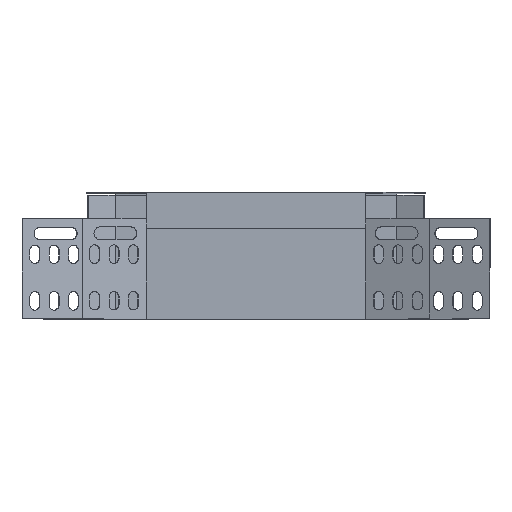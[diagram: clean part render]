
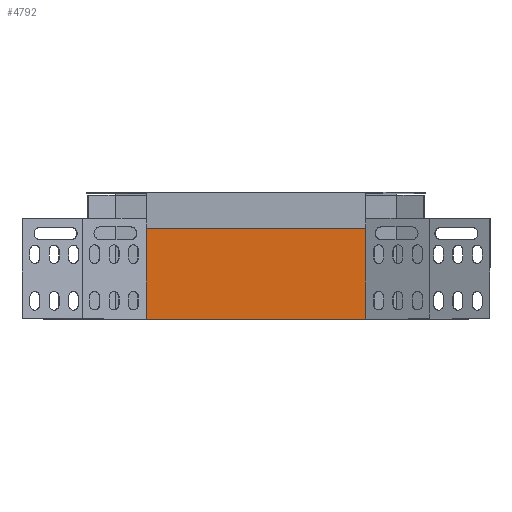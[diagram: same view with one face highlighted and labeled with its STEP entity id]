
A CAD part, top view. The second image highlights one B-rep face of the part: STEP entity #4792.
In plain terms, the highlighted planar face has unit normal (0, 0, 1).
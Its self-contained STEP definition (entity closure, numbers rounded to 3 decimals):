
#92 = CARTESIAN_POINT ( 'NONE',  ( -44.214, 218.156, -113.859 ) ) ;
#316 = LINE ( 'NONE', #6169, #6668 ) ;
#1005 = ORIENTED_EDGE ( 'NONE', *, *, #4048, .T. ) ;
#1021 = DIRECTION ( 'NONE',  ( 0., 1., 0. ) ) ;
#1318 = VECTOR ( 'NONE', #7412, 1000. ) ;
#1381 = ORIENTED_EDGE ( 'NONE', *, *, #4101, .T. ) ;
#1411 = DIRECTION ( 'NONE',  ( 0., 0., -1. ) ) ;
#1511 = VECTOR ( 'NONE', #3873, 1000. ) ;
#1577 = EDGE_CURVE ( 'NONE', #3041, #3508, #4265, .T. ) ;
#1804 = VERTEX_POINT ( 'NONE', #92 ) ;
#1842 = CARTESIAN_POINT ( 'NONE',  ( -44.214, 203.156, -113.859 ) ) ;
#1946 = DIRECTION ( 'NONE',  ( 0., -1., 0. ) ) ;
#2212 = CARTESIAN_POINT ( 'NONE',  ( 97.208, 138.956, -113.859 ) ) ;
#2394 = ORIENTED_EDGE ( 'NONE', *, *, #3650, .T. ) ;
#2598 = CARTESIAN_POINT ( 'NONE',  ( -44.214, 218.156, -113.859 ) ) ;
#2776 = CARTESIAN_POINT ( 'NONE',  ( 98.339, 138.156, -113.859 ) ) ;
#2998 = CARTESIAN_POINT ( 'NONE',  ( 97.208, 138.156, -113.859 ) ) ;
#3041 = VERTEX_POINT ( 'NONE', #4866 ) ;
#3094 = LINE ( 'NONE', #6275, #1511 ) ;
#3151 = ORIENTED_EDGE ( 'NONE', *, *, #1577, .T. ) ;
#3202 = CARTESIAN_POINT ( 'NONE',  ( 97.208, 138.956, -113.859 ) ) ;
#3215 = PLANE ( 'NONE',  #7504 ) ;
#3395 = VERTEX_POINT ( 'NONE', #1842 ) ;
#3400 = VERTEX_POINT ( 'NONE', #2998 ) ;
#3508 = VERTEX_POINT ( 'NONE', #4964 ) ;
#3650 = EDGE_CURVE ( 'NONE', #1804, #3395, #3094, .T. ) ;
#3825 = DIRECTION ( 'NONE',  ( -1., 0., 0. ) ) ;
#3873 = DIRECTION ( 'NONE',  ( 0., -1., 0. ) ) ;
#3900 = FACE_OUTER_BOUND ( 'NONE', #7725, .T. ) ;
#3924 = EDGE_CURVE ( 'NONE', #3508, #1804, #4427, .T. ) ;
#4048 = EDGE_CURVE ( 'NONE', #3395, #7009, #316, .T. ) ;
#4101 = EDGE_CURVE ( 'NONE', #3400, #3041, #5930, .T. ) ;
#4231 = VECTOR ( 'NONE', #6033, 1000. ) ;
#4265 = LINE ( 'NONE', #2212, #5862 ) ;
#4395 = ORIENTED_EDGE ( 'NONE', *, *, #7480, .F. ) ;
#4404 = ORIENTED_EDGE ( 'NONE', *, *, #3924, .T. ) ;
#4427 = LINE ( 'NONE', #6631, #4231 ) ;
#4597 = CARTESIAN_POINT ( 'NONE',  ( -44.214, 138.156, -113.859 ) ) ;
#4792 = ADVANCED_FACE ( 'NONE', ( #3900 ), #3215, .F. ) ;
#4866 = CARTESIAN_POINT ( 'NONE',  ( 97.208, 203.156, -113.859 ) ) ;
#4964 = CARTESIAN_POINT ( 'NONE',  ( 97.208, 218.156, -113.859 ) ) ;
#5862 = VECTOR ( 'NONE', #1021, 1000. ) ;
#5930 = LINE ( 'NONE', #3202, #1318 ) ;
#6028 = LINE ( 'NONE', #2776, #7426 ) ;
#6033 = DIRECTION ( 'NONE',  ( -1., 0., 0. ) ) ;
#6169 = CARTESIAN_POINT ( 'NONE',  ( -44.214, 203.156, -113.859 ) ) ;
#6275 = CARTESIAN_POINT ( 'NONE',  ( -44.214, 138.956, -113.859 ) ) ;
#6631 = CARTESIAN_POINT ( 'NONE',  ( -44.214, 218.156, -113.859 ) ) ;
#6668 = VECTOR ( 'NONE', #1946, 1000. ) ;
#7006 = DIRECTION ( 'NONE',  ( -1., 0., 0. ) ) ;
#7009 = VERTEX_POINT ( 'NONE', #4597 ) ;
#7412 = DIRECTION ( 'NONE',  ( 0., 1., 0. ) ) ;
#7426 = VECTOR ( 'NONE', #7006, 1000. ) ;
#7480 = EDGE_CURVE ( 'NONE', #3400, #7009, #6028, .T. ) ;
#7504 = AXIS2_PLACEMENT_3D ( 'NONE', #2598, #1411, #3825 ) ;
#7725 = EDGE_LOOP ( 'NONE', ( #2394, #1005, #4395, #1381, #3151, #4404 ) ) ;
